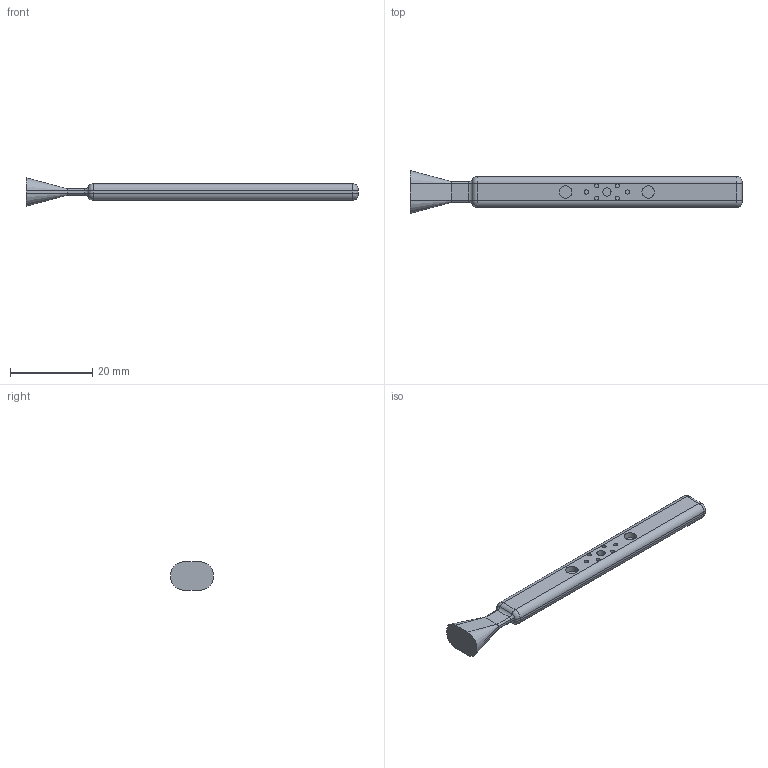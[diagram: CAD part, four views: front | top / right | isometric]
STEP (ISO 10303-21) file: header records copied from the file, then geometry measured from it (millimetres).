
FILE_DESCRIPTION(/* description */ ('STEP AP242','CAx-IF Rec.Pracs.---Representation and Presentation of Product Manufacturing Information (PMI)---4.0---2014-10-13','CAx-IF Rec.Pracs.---3D Tessellated Geometry---0.4---2014-09-14','2;1'),/* implementation_level */ '2;1');
FILE_NAME(/* name */ '67932fd92dc44d5baab9d5f2',/* time_stamp */ '2025-01-24T06:14:49Z',/* author */ (''),/* organization */ (''),/* preprocessor_version */ 'ST-DEVELOPER v20',/* originating_system */ 'ONSHAPE BY PTC INC, 1.192',/* authorisation */ ' ');
FILE_SCHEMA (('AP242_MANAGED_MODEL_BASED_3D_ENGINEERING_MIM_LF { 1 0 10303 442 1 1 4 }'));
Length unit declared in the file: metre
Products named in the file (1): Part 1
Bounding box: 80.5 x 10.36 x 6.86 mm (x, y, z)
Volume: 2074.3 mm3; surface area: 1807.1 mm2
Topology: 1 solids, 1 shells, 86 faces, 158 edges, 92 vertices
Faces by surface type: cylinder 38, plane 32, torus 12, cone 4
Full cylindrical faces by diameter (mm): 1 x12, 2 x2, 3 x4
Entity records: 2042 total; most frequent: DIRECTION 402, CARTESIAN_POINT 319, ORIENTED_EDGE 280, AXIS2_PLACEMENT_3D 175, EDGE_CURVE 140, EDGE_LOOP 122, FACE_BOUND 122, VERTEX_POINT 92
